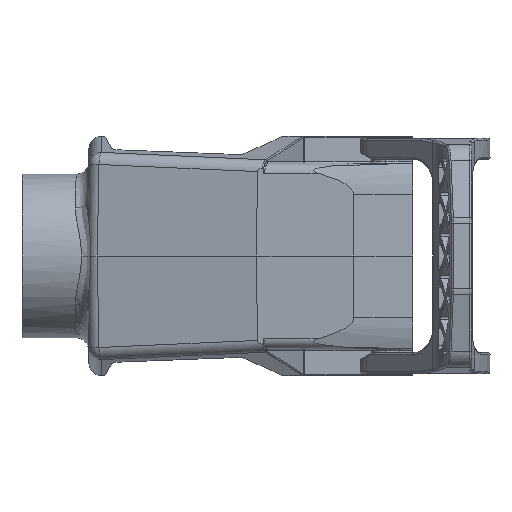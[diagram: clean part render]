
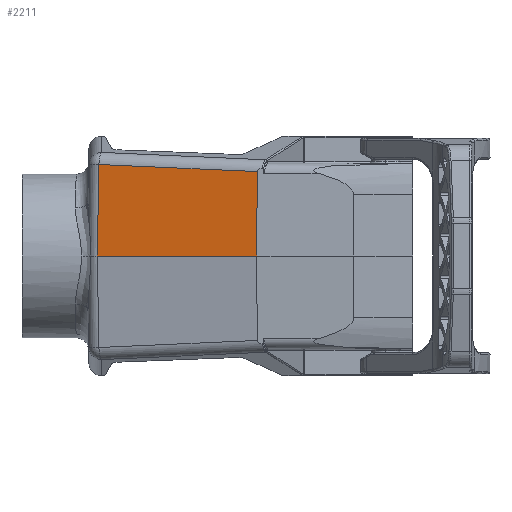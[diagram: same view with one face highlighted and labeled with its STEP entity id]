
A CAD part, left-side view. The second image highlights one B-rep face of the part: STEP entity #2211.
In plain terms, the highlighted planar face has unit normal (-0.982, 0.191, 0.018).
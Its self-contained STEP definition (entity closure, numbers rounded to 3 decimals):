
#2211=ADVANCED_FACE('',(#3970),#3239,.T.);
#3239=PLANE('',#22728);
#3970=FACE_OUTER_BOUND('',#5213,.T.);
#5213=EDGE_LOOP('',(#8843,#8844,#8845,#8846));
#8843=ORIENTED_EDGE('',*,*,#16475,.T.);
#8844=ORIENTED_EDGE('',*,*,#15416,.F.);
#8845=ORIENTED_EDGE('',*,*,#16494,.F.);
#8846=ORIENTED_EDGE('',*,*,#16497,.F.);
#13296=VERTEX_POINT('',#29312);
#13297=VERTEX_POINT('',#29314);
#13969=VERTEX_POINT('',#35032);
#13978=VERTEX_POINT('',#35177);
#15416=EDGE_CURVE('',#13296,#13297,#18715,.T.);
#16475=EDGE_CURVE('',#13969,#13297,#19390,.T.);
#16494=EDGE_CURVE('',#13978,#13296,#19396,.T.);
#16497=EDGE_CURVE('',#13969,#13978,#19397,.T.);
#18715=LINE('',#29313,#20437);
#19390=LINE('',#35031,#21112);
#19396=LINE('',#35178,#21118);
#19397=LINE('',#35191,#21119);
#20437=VECTOR('',#23980,1.);
#21112=VECTOR('',#25759,1.);
#21118=VECTOR('',#25789,1.);
#21119=VECTOR('',#25794,1.);
#22728=AXIS2_PLACEMENT_3D('',#35193,#25797,#25798);
#23980=DIRECTION('',(0.191,0.982,0.));
#25759=DIRECTION('',(-0.014,0.017,-1.));
#25789=DIRECTION('',(-0.017,0.002,-1.));
#25794=DIRECTION('',(-0.191,-0.981,-0.044));
#25797=DIRECTION('',(-0.981,0.191,0.017));
#25798=DIRECTION('',(-0.191,-0.982,0.));
#29312=CARTESIAN_POINT('',(-28.746,23.067,0.));
#29313=CARTESIAN_POINT('',(-28.746,23.067,0.));
#29314=CARTESIAN_POINT('',(-21.359,61.073,0.));
#35031=CARTESIAN_POINT('',(-21.045,60.692,21.795));
#35032=CARTESIAN_POINT('',(-21.045,60.692,21.795));
#35177=CARTESIAN_POINT('',(-28.398,23.02,20.104));
#35178=CARTESIAN_POINT('',(-28.398,23.02,20.104));
#35191=CARTESIAN_POINT('',(-21.045,60.692,21.795));
#35193=CARTESIAN_POINT('',(-26.916,32.482,0.));
